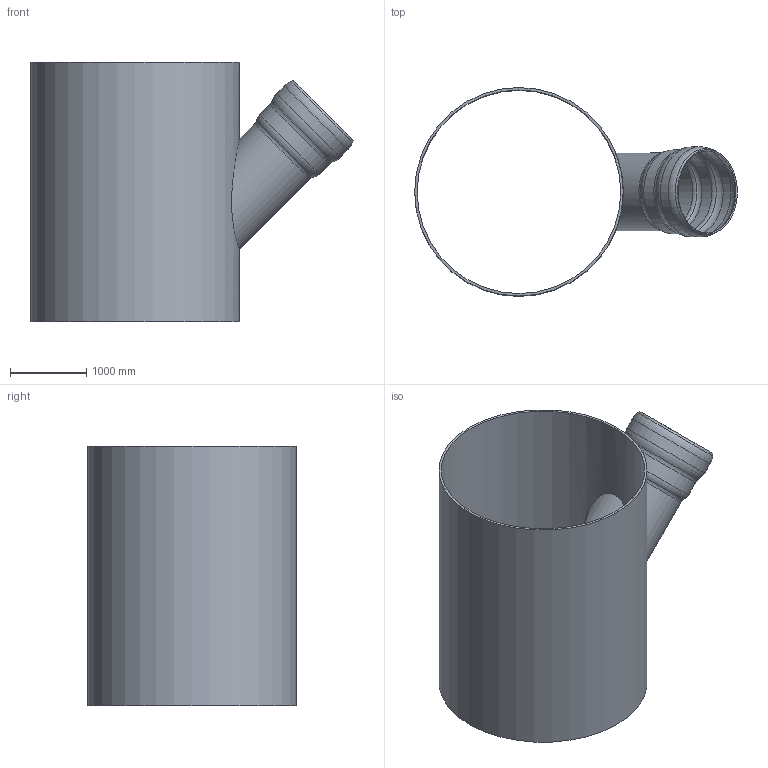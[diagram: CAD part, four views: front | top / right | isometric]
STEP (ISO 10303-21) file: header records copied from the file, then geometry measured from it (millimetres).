
FILE_DESCRIPTION(/* description */ (''),/* implementation_level */ '2;1');
FILE_NAME(/* name */ '02260.HD0X_3D.stp',/* time_stamp */ '2024-12-11T13:29:36+01:00',/* author */ ('CAD'),/* organization */ (''),/* preprocessor_version */ 'ST-DEVELOPER v20',/* originating_system */ 'AutoCAD Mechanical',/* authorisation */ '');
FILE_SCHEMA (('AUTOMOTIVE_DESIGN { 1 0 10303 214 3 1 1 }'));
Length unit declared in the file: centimetre
Products named in the file (1): Product
Bounding box: 4223.92 x 2730 x 3400 mm (x, y, z)
Volume: 1884095268.6 mm3; surface area: 123319099.5 mm2
Topology: 3 solids, 3 shells, 30 faces, 81 edges, 54 vertices
Faces by surface type: cylinder 13, torus 10, plane 4, cone 3
Full cylindrical faces by diameter (mm): 980 x3, 1020 x1, 1060 x1, 1100 x1, 1140 x1, 1180 x1, 2666 x2, 2730 x2
Entity records: 1726 total; most frequent: CARTESIAN_POINT 894, DIRECTION 179, ORIENTED_EDGE 158, EDGE_CURVE 79, AXIS2_PLACEMENT_3D 79, VERTEX_POINT 50, CIRCLE 48, EDGE_LOOP 35
